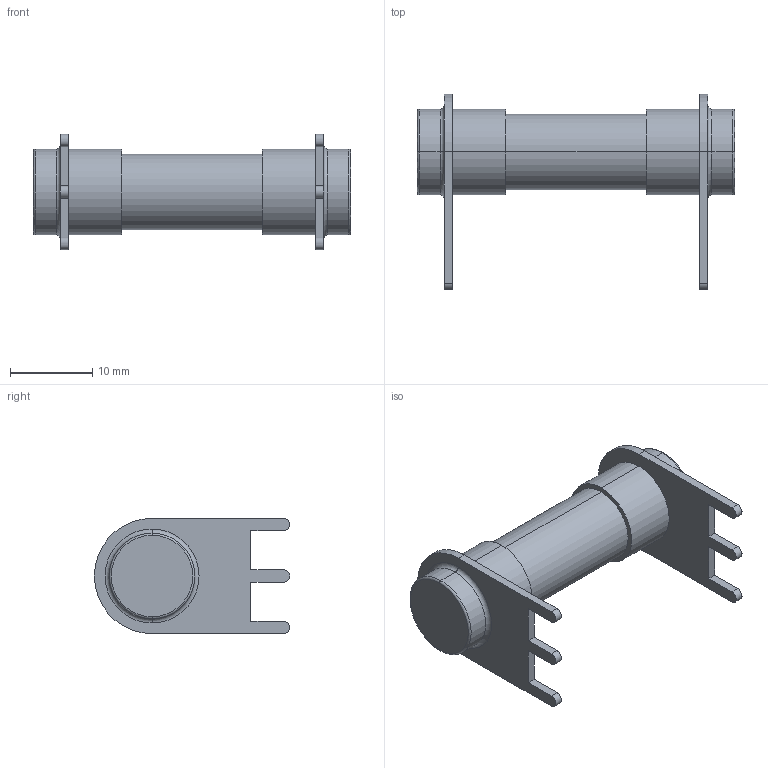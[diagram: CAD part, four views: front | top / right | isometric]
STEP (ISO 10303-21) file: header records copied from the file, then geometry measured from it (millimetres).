
FILE_DESCRIPTION (( 'STEP AP214' ), '1' );
FILE_NAME ('PF-JT3.STP', '2025-02-07T22:35:23', ( '' ), ( '' ), 'SwSTEP 2.0', 'SolidWorks 2021', '' );
FILE_SCHEMA (( 'AUTOMOTIVE_DESIGN' ));
Length unit declared in the file: millimetre
Products named in the file (1): PF-JT3
Bounding box: 38.5 x 23.7 x 14 mm (x, y, z)
Volume: 3318.2 mm3; surface area: 2208.4 mm2
Topology: 1 solids, 1 shells, 50 faces, 118 edges, 76 vertices
Faces by surface type: plane 24, cylinder 18, torus 8
Entity records: 1506 total; most frequent: DIRECTION 272, CARTESIAN_POINT 245, ORIENTED_EDGE 236, EDGE_CURVE 118, AXIS2_PLACEMENT_3D 103, VERTEX_POINT 76, LINE 66, VECTOR 66
